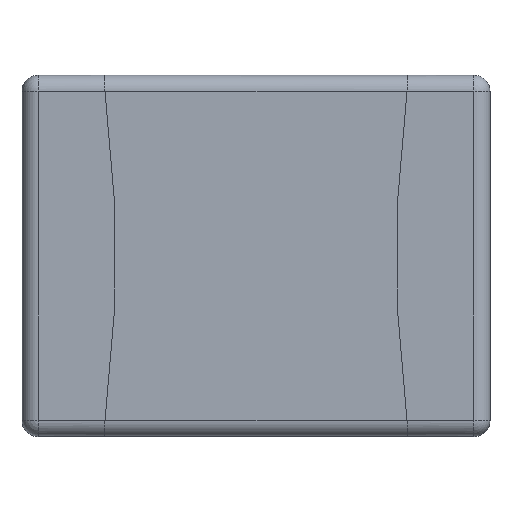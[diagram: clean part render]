
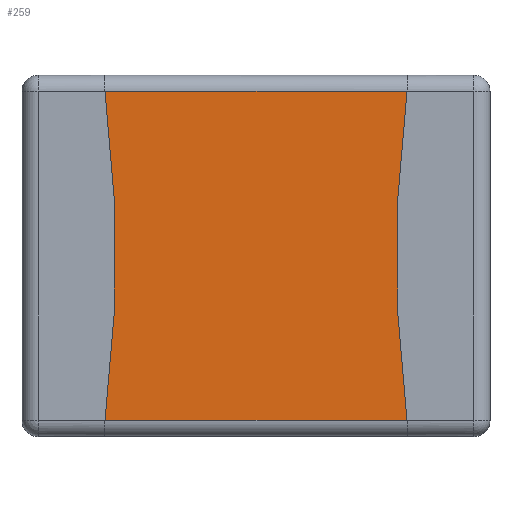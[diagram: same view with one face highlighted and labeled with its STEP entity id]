
A CAD part, top view. The second image highlights one B-rep face of the part: STEP entity #259.
In plain terms, the highlighted planar face has unit normal (0, 0, 1).
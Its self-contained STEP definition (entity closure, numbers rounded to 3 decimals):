
#259=ADVANCED_FACE('',(#605),#607,.T.);
#605=FACE_BOUND('',#606,.T.);
#606=EDGE_LOOP('',(#859,#860,#861,#862,#863,#864,#865,#866));
#607=PLANE('',#608);
#608=AXIS2_PLACEMENT_3D('',#609,#610,#611);
#609=CARTESIAN_POINT('',(-1.75,-1.35,1.45));
#610=DIRECTION('',(0.,0.,1.));
#611=DIRECTION('',(1.,0.,0.));
#859=ORIENTED_EDGE('',*,*,#1018,.T.);
#860=ORIENTED_EDGE('',*,*,#1019,.T.);
#861=ORIENTED_EDGE('',*,*,#1020,.T.);
#862=ORIENTED_EDGE('',*,*,#1021,.F.);
#863=ORIENTED_EDGE('',*,*,#1022,.F.);
#864=ORIENTED_EDGE('',*,*,#1023,.F.);
#865=ORIENTED_EDGE('',*,*,#1024,.F.);
#866=ORIENTED_EDGE('',*,*,#994,.T.);
#994=EDGE_CURVE('',#1124,#1126,#1128,.T.);
#1018=EDGE_CURVE('',#1126,#1166,#1167,.T.);
#1019=EDGE_CURVE('',#1166,#1168,#1169,.T.);
#1020=EDGE_CURVE('',#1168,#1170,#1171,.T.);
#1021=EDGE_CURVE('',#1172,#1170,#1173,.T.);
#1022=EDGE_CURVE('',#1174,#1172,#1175,.T.);
#1023=EDGE_CURVE('',#1176,#1174,#1177,.T.);
#1024=EDGE_CURVE('',#1124,#1176,#1178,.T.);
#1124=VERTEX_POINT('',#1420);
#1126=VERTEX_POINT('',#1430);
#1128=LINE('',#1440,#1441);
#1166=VERTEX_POINT('',#1540);
#1167=CIRCLE('',#1541,0.24);
#1168=VERTEX_POINT('',#1545);
#1169=CIRCLE('',#1546,9.496);
#1170=VERTEX_POINT('',#1550);
#1171=CIRCLE('',#1551,0.24);
#1172=VERTEX_POINT('',#1555);
#1173=LINE('',#1556,#1557);
#1174=VERTEX_POINT('',#1559);
#1175=CIRCLE('',#1560,0.24);
#1176=VERTEX_POINT('',#1564);
#1177=CIRCLE('',#1565,9.496);
#1178=CIRCLE('',#1569,0.24);
#1420=CARTESIAN_POINT('',(-1.129,-1.23,1.45));
#1430=CARTESIAN_POINT('',(1.129,-1.23,1.45));
#1440=CARTESIAN_POINT('',(-1.129,-1.23,1.45));
#1441=VECTOR('',#1442,1.);
#1442=DIRECTION('',(1.,0.,0.));
#1540=CARTESIAN_POINT('',(1.128,-1.215,1.45));
#1541=AXIS2_PLACEMENT_3D('',#1542,#1543,#1544);
#1542=CARTESIAN_POINT('',(0.89,-1.246,1.45));
#1543=DIRECTION('',(0.,0.,1.));
#1544=DIRECTION('',(0.998,0.065,0.));
#1545=CARTESIAN_POINT('',(1.128,1.215,1.45));
#1546=AXIS2_PLACEMENT_3D('',#1547,#1548,#1549);
#1547=CARTESIAN_POINT('',(10.546,0.,1.45));
#1548=DIRECTION('',(0.,0.,-1.));
#1549=DIRECTION('',(-0.992,-0.128,0.));
#1550=CARTESIAN_POINT('',(1.129,1.23,1.45));
#1551=AXIS2_PLACEMENT_3D('',#1552,#1553,#1554);
#1552=CARTESIAN_POINT('',(0.89,1.246,1.45));
#1553=DIRECTION('',(0.,0.,1.));
#1554=DIRECTION('',(0.992,-0.128,0.));
#1555=CARTESIAN_POINT('',(-1.129,1.23,1.45));
#1556=CARTESIAN_POINT('',(-1.129,1.23,1.45));
#1557=VECTOR('',#1558,1.);
#1558=DIRECTION('',(1.,0.,0.));
#1559=CARTESIAN_POINT('',(-1.128,1.215,1.45));
#1560=AXIS2_PLACEMENT_3D('',#1561,#1562,#1563);
#1561=CARTESIAN_POINT('',(-0.89,1.246,1.45));
#1562=DIRECTION('',(0.,0.,-1.));
#1563=DIRECTION('',(-0.992,-0.128,0.));
#1564=CARTESIAN_POINT('',(-1.128,-1.215,1.45));
#1565=AXIS2_PLACEMENT_3D('',#1566,#1567,#1568);
#1566=CARTESIAN_POINT('',(-10.546,0.,1.45));
#1567=DIRECTION('',(0.,0.,1.));
#1568=DIRECTION('',(0.992,-0.128,0.));
#1569=AXIS2_PLACEMENT_3D('',#1570,#1571,#1572);
#1570=CARTESIAN_POINT('',(-0.89,-1.246,1.45));
#1571=DIRECTION('',(0.,0.,-1.));
#1572=DIRECTION('',(-0.998,0.065,0.));
